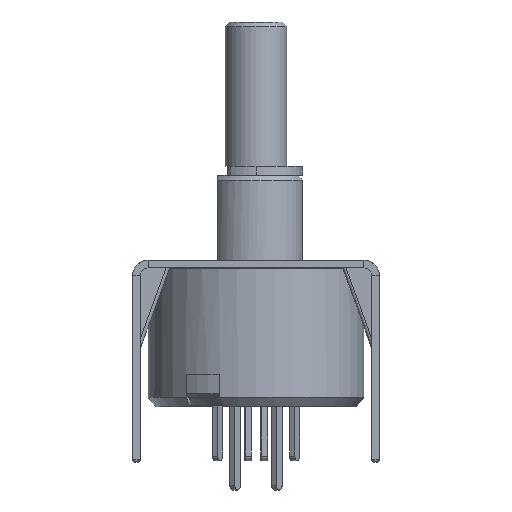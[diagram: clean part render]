
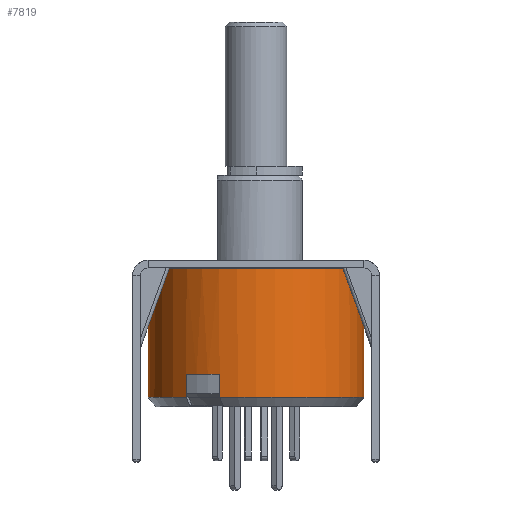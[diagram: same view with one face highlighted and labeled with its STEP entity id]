
A CAD part, front view. The second image highlights one B-rep face of the part: STEP entity #7819.
In plain terms, the highlighted cylindrical face has radius 7 mm (diameter 14 mm), a partial arc.
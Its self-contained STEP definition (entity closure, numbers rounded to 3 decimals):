
#116 = CARTESIAN_POINT ( 'NONE',  ( -4.526, -5.34, -5.9 ) ) ;
#194 = VERTEX_POINT ( 'NONE', #116 ) ;
#217 = ORIENTED_EDGE ( 'NONE', *, *, #8425, .T. ) ;
#487 = VERTEX_POINT ( 'NONE', #8882 ) ;
#693 = EDGE_LOOP ( 'NONE', ( #1137, #3940, #217, #11857, #4519, #7686, #10147, #10833 ) ) ;
#712 = DIRECTION ( 'NONE',  ( -1., 0., 0. ) ) ;
#756 = CARTESIAN_POINT ( 'NONE',  ( 0., 0., 9. ) ) ;
#1137 = ORIENTED_EDGE ( 'NONE', *, *, #2075, .F. ) ;
#1422 = VERTEX_POINT ( 'NONE', #2336 ) ;
#2020 = CARTESIAN_POINT ( 'NONE',  ( 0., 0., -7.4 ) ) ;
#2075 = EDGE_CURVE ( 'NONE', #1422, #487, #7590, .T. ) ;
#2164 = CIRCLE ( 'NONE', #4123, 7. ) ;
#2320 = AXIS2_PLACEMENT_3D ( 'NONE', #5389, #6316, #3600 ) ;
#2332 = LINE ( 'NONE', #4727, #8463 ) ;
#2336 = CARTESIAN_POINT ( 'NONE',  ( 7., 0., 0.95 ) ) ;
#2379 = CIRCLE ( 'NONE', #7827, 7. ) ;
#2394 = AXIS2_PLACEMENT_3D ( 'NONE', #11818, #9051, #11861 ) ;
#2597 = CARTESIAN_POINT ( 'NONE',  ( -2.361, -6.59, -7.4 ) ) ;
#2641 = CARTESIAN_POINT ( 'NONE',  ( 0., 0., -7.4 ) ) ;
#3600 = DIRECTION ( 'NONE',  ( -1., 0., 0. ) ) ;
#3626 = CYLINDRICAL_SURFACE ( 'NONE', #9841, 7. ) ;
#3707 = DIRECTION ( 'NONE',  ( 1., 0., 0. ) ) ;
#3849 = DIRECTION ( 'NONE',  ( 0., 0., -1. ) ) ;
#3940 = ORIENTED_EDGE ( 'NONE', *, *, #7410, .T. ) ;
#4123 = AXIS2_PLACEMENT_3D ( 'NONE', #2641, #11885, #3707 ) ;
#4206 = CIRCLE ( 'NONE', #2394, 7. ) ;
#4519 = ORIENTED_EDGE ( 'NONE', *, *, #7030, .T. ) ;
#4637 = VECTOR ( 'NONE', #10646, 1000. ) ;
#4727 = CARTESIAN_POINT ( 'NONE',  ( -4.526, -5.34, 9. ) ) ;
#4743 = DIRECTION ( 'NONE',  ( 1., 0., 0. ) ) ;
#4982 = EDGE_CURVE ( 'NONE', #8379, #11927, #2379, .T. ) ;
#5389 = CARTESIAN_POINT ( 'NONE',  ( 0., 0., -5.9 ) ) ;
#5647 = DIRECTION ( 'NONE',  ( 0., 0., 1. ) ) ;
#6237 = CARTESIAN_POINT ( 'NONE',  ( -2.361, -6.59, -5.9 ) ) ;
#6286 = VERTEX_POINT ( 'NONE', #2597 ) ;
#6316 = DIRECTION ( 'NONE',  ( 0., 0., 1. ) ) ;
#6663 = VERTEX_POINT ( 'NONE', #11706 ) ;
#7030 = EDGE_CURVE ( 'NONE', #8379, #194, #2332, .T. ) ;
#7383 = VERTEX_POINT ( 'NONE', #6237 ) ;
#7410 = EDGE_CURVE ( 'NONE', #1422, #6663, #4206, .T. ) ;
#7432 = EDGE_CURVE ( 'NONE', #194, #7383, #11222, .T. ) ;
#7542 = EDGE_CURVE ( 'NONE', #7383, #6286, #11381, .T. ) ;
#7590 = LINE ( 'NONE', #11881, #9759 ) ;
#7686 = ORIENTED_EDGE ( 'NONE', *, *, #7432, .T. ) ;
#7819 = ADVANCED_FACE ( 'NONE', ( #8311 ), #3626, .T. ) ;
#7827 = AXIS2_PLACEMENT_3D ( 'NONE', #2020, #3849, #4743 ) ;
#7911 = EDGE_CURVE ( 'NONE', #487, #6286, #2164, .T. ) ;
#7949 = CARTESIAN_POINT ( 'NONE',  ( -4.526, -5.34, -7.4 ) ) ;
#8193 = CARTESIAN_POINT ( 'NONE',  ( -7., 0., -7.4 ) ) ;
#8311 = FACE_OUTER_BOUND ( 'NONE', #693, .T. ) ;
#8379 = VERTEX_POINT ( 'NONE', #7949 ) ;
#8425 = EDGE_CURVE ( 'NONE', #6663, #11927, #9320, .T. ) ;
#8463 = VECTOR ( 'NONE', #5647, 1000. ) ;
#8882 = CARTESIAN_POINT ( 'NONE',  ( 7., 0., -7.4 ) ) ;
#8974 = DIRECTION ( 'NONE',  ( 0., 0., -1. ) ) ;
#9051 = DIRECTION ( 'NONE',  ( 0., 0., -1. ) ) ;
#9146 = DIRECTION ( 'NONE',  ( 0., 0., -1. ) ) ;
#9320 = LINE ( 'NONE', #11416, #10907 ) ;
#9426 = DIRECTION ( 'NONE',  ( 0., 0., -1. ) ) ;
#9759 = VECTOR ( 'NONE', #9146, 1000. ) ;
#9841 = AXIS2_PLACEMENT_3D ( 'NONE', #756, #8974, #712 ) ;
#9853 = CARTESIAN_POINT ( 'NONE',  ( -2.361, -6.59, 9. ) ) ;
#10147 = ORIENTED_EDGE ( 'NONE', *, *, #7542, .T. ) ;
#10646 = DIRECTION ( 'NONE',  ( 0., 0., -1. ) ) ;
#10833 = ORIENTED_EDGE ( 'NONE', *, *, #7911, .F. ) ;
#10907 = VECTOR ( 'NONE', #9426, 1000. ) ;
#11222 = CIRCLE ( 'NONE', #2320, 7. ) ;
#11381 = LINE ( 'NONE', #9853, #4637 ) ;
#11416 = CARTESIAN_POINT ( 'NONE',  ( -7., 0., 9. ) ) ;
#11706 = CARTESIAN_POINT ( 'NONE',  ( -7., 0., 0.95 ) ) ;
#11818 = CARTESIAN_POINT ( 'NONE',  ( 0., 0., 0.95 ) ) ;
#11857 = ORIENTED_EDGE ( 'NONE', *, *, #4982, .F. ) ;
#11861 = DIRECTION ( 'NONE',  ( -1., 0., 0. ) ) ;
#11881 = CARTESIAN_POINT ( 'NONE',  ( 7., 0., 9. ) ) ;
#11885 = DIRECTION ( 'NONE',  ( 0., 0., -1. ) ) ;
#11927 = VERTEX_POINT ( 'NONE', #8193 ) ;
